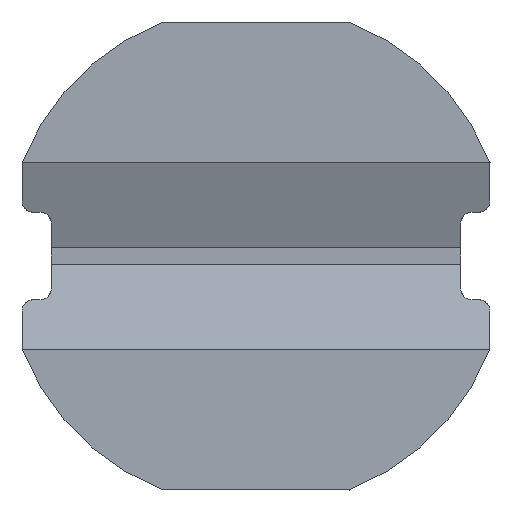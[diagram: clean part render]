
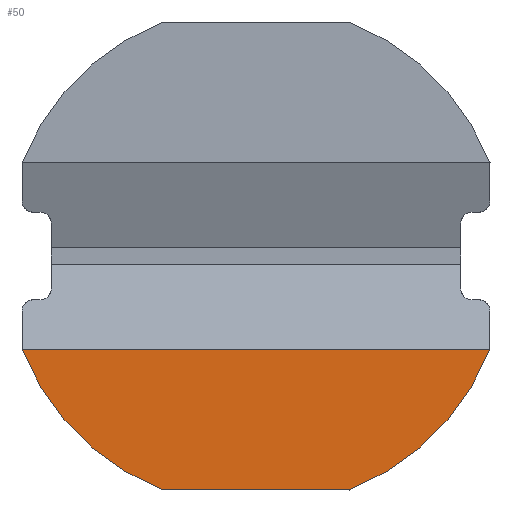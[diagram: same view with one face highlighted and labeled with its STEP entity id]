
A CAD part, front view. The second image highlights one B-rep face of the part: STEP entity #50.
In plain terms, the highlighted planar face has unit normal (0, -1, 0).
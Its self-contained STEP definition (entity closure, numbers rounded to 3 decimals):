
#50=ADVANCED_FACE('',(#147),#148,.F.);
#147=FACE_OUTER_BOUND('',#331,.T.);
#148=PLANE('',#332);
#331=EDGE_LOOP('',(#553,#554,#555,#556));
#332=AXIS2_PLACEMENT_3D('',#557,#558,#559);
#553=ORIENTED_EDGE('',*,*,#1299,.F.);
#554=ORIENTED_EDGE('',*,*,#1300,.F.);
#555=ORIENTED_EDGE('',*,*,#1301,.F.);
#556=ORIENTED_EDGE('',*,*,#1302,.F.);
#557=CARTESIAN_POINT('',(0.0,0.0,0.0));
#558=DIRECTION('',(-0.0,1.0,0.0));
#559=DIRECTION('',(1.0,0.0,0.0));
#1299=EDGE_CURVE('',#1571,#1572,#1573,.T.);
#1300=EDGE_CURVE('',#1574,#1571,#1575,.T.);
#1301=EDGE_CURVE('',#1576,#1574,#1577,.T.);
#1302=EDGE_CURVE('',#1572,#1576,#1578,.T.);
#1571=VERTEX_POINT('',#2071);
#1572=VERTEX_POINT('',#2072);
#1573=CIRCLE('',#2073,4.308);
#1574=VERTEX_POINT('',#2074);
#1575=LINE('',#2075,#2076);
#1576=VERTEX_POINT('',#2077);
#1577=CIRCLE('',#2078,4.308);
#1578=LINE('',#2079,#2080);
#2071=CARTESIAN_POINT('',(-1.6,0.0,-4.0));
#2072=CARTESIAN_POINT('',(-4.0,0.0,-1.6));
#2073=AXIS2_PLACEMENT_3D('',#2807,#2808,#2809);
#2074=CARTESIAN_POINT('',(1.6,0.0,-4.0));
#2075=CARTESIAN_POINT('',(1.6,0.0,-4.0));
#2076=VECTOR('',#2810,3.2);
#2077=CARTESIAN_POINT('',(4.0,0.0,-1.6));
#2078=AXIS2_PLACEMENT_3D('',#2811,#2812,#2813);
#2079=CARTESIAN_POINT('',(-4.0,0.0,-1.6));
#2080=VECTOR('',#2814,8.0);
#2807=CARTESIAN_POINT('',(0.0,0.0,0.0));
#2808=DIRECTION('',(0.0,1.0,0.0));
#2809=DIRECTION('',(-0.371,0.0,-0.928));
#2810=DIRECTION('',(-1.0,0.0,0.0));
#2811=CARTESIAN_POINT('',(0.0,0.0,0.0));
#2812=DIRECTION('',(0.0,1.0,0.0));
#2813=DIRECTION('',(0.928,0.0,-0.371));
#2814=DIRECTION('',(1.0,0.0,0.0));
